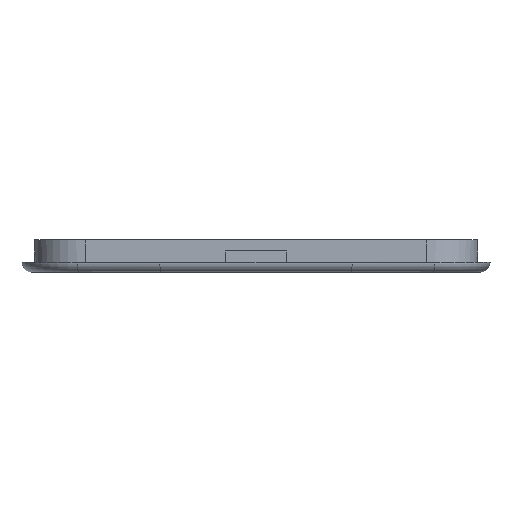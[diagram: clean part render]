
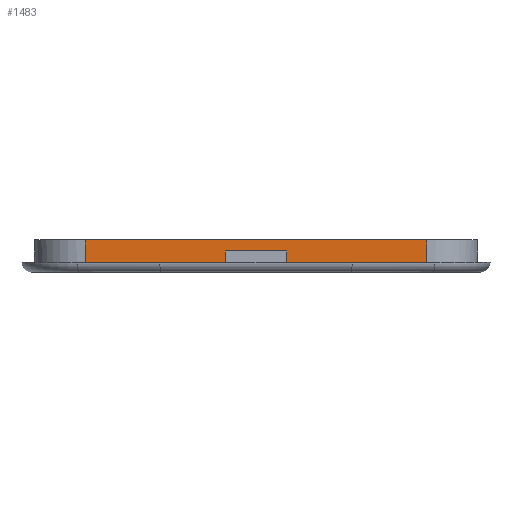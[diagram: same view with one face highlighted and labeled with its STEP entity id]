
A CAD part, left-side view. The second image highlights one B-rep face of the part: STEP entity #1483.
In plain terms, the highlighted planar face has unit normal (-1, 0, 0).
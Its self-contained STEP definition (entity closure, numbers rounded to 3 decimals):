
#169=FACE_OUTER_BOUND('',#248,.T.);
#248=EDGE_LOOP('',(#1226,#1227,#1228,#1229,#1230,#1231,#1232,#1233));
#349=LINE('',#2302,#501);
#353=LINE('',#2319,#505);
#388=LINE('',#2400,#540);
#403=LINE('',#2438,#555);
#404=LINE('',#2441,#556);
#405=LINE('',#2442,#557);
#406=LINE('',#2444,#558);
#407=LINE('',#2445,#559);
#501=VECTOR('',#1825,10.);
#505=VECTOR('',#1841,10.);
#540=VECTOR('',#1916,10.);
#555=VECTOR('',#1961,10.);
#556=VECTOR('',#1964,10.);
#557=VECTOR('',#1965,10.);
#558=VECTOR('',#1966,10.);
#559=VECTOR('',#1967,10.);
#660=VERTEX_POINT('',#2299);
#661=VERTEX_POINT('',#2301);
#666=VERTEX_POINT('',#2313);
#668=VERTEX_POINT('',#2317);
#694=VERTEX_POINT('',#2399);
#702=VERTEX_POINT('',#2436);
#703=VERTEX_POINT('',#2440);
#704=VERTEX_POINT('',#2443);
#824=EDGE_CURVE('',#661,#660,#349,.T.);
#834=EDGE_CURVE('',#666,#668,#353,.T.);
#876=EDGE_CURVE('',#661,#694,#388,.T.);
#895=EDGE_CURVE('',#660,#702,#403,.T.);
#896=EDGE_CURVE('',#702,#703,#404,.T.);
#897=EDGE_CURVE('',#703,#666,#405,.T.);
#898=EDGE_CURVE('',#668,#704,#406,.T.);
#899=EDGE_CURVE('',#694,#704,#407,.T.);
#1226=ORIENTED_EDGE('',*,*,#895,.T.);
#1227=ORIENTED_EDGE('',*,*,#896,.T.);
#1228=ORIENTED_EDGE('',*,*,#897,.T.);
#1229=ORIENTED_EDGE('',*,*,#834,.T.);
#1230=ORIENTED_EDGE('',*,*,#898,.T.);
#1231=ORIENTED_EDGE('',*,*,#899,.F.);
#1232=ORIENTED_EDGE('',*,*,#876,.F.);
#1233=ORIENTED_EDGE('',*,*,#824,.T.);
#1427=PLANE('',#1603);
#1483=ADVANCED_FACE('',(#169),#1427,.F.);
#1603=AXIS2_PLACEMENT_3D('',#2439,#1962,#1963);
#1825=DIRECTION('',(0.,-1.,0.));
#1841=DIRECTION('',(0.,-1.,0.));
#1916=DIRECTION('',(0.,0.,1.));
#1961=DIRECTION('',(0.,0.,1.));
#1962=DIRECTION('center_axis',(1.,0.,0.));
#1963=DIRECTION('ref_axis',(0.,1.,0.));
#1964=DIRECTION('',(0.,-1.,0.));
#1965=DIRECTION('',(0.,0.,-1.));
#1966=DIRECTION('',(0.,0.,1.));
#1967=DIRECTION('',(0.,-1.,0.));
#2299=CARTESIAN_POINT('',(-0.2,26.06,-3.43));
#2301=CARTESIAN_POINT('',(-0.2,40.64,-3.43));
#2302=CARTESIAN_POINT('',(-0.2,40.64,-3.43));
#2313=CARTESIAN_POINT('',(-0.2,19.66,-3.43));
#2317=CARTESIAN_POINT('',(-0.2,5.08,-3.43));
#2319=CARTESIAN_POINT('',(-0.2,40.64,-3.43));
#2399=CARTESIAN_POINT('',(-0.2,40.64,-1.08));
#2400=CARTESIAN_POINT('',(-0.2,40.64,0.57));
#2436=CARTESIAN_POINT('',(-0.2,26.06,-2.23));
#2438=CARTESIAN_POINT('',(-0.2,26.06,-0.93));
#2439=CARTESIAN_POINT('Origin',(-0.2,5.08,0.57));
#2440=CARTESIAN_POINT('',(-0.2,19.66,-2.23));
#2441=CARTESIAN_POINT('',(-0.2,15.47,-2.23));
#2442=CARTESIAN_POINT('',(-0.2,19.66,-0.93));
#2443=CARTESIAN_POINT('',(-0.2,5.08,-1.08));
#2444=CARTESIAN_POINT('',(-0.2,5.08,0.57));
#2445=CARTESIAN_POINT('',(-0.2,13.97,-1.08));
